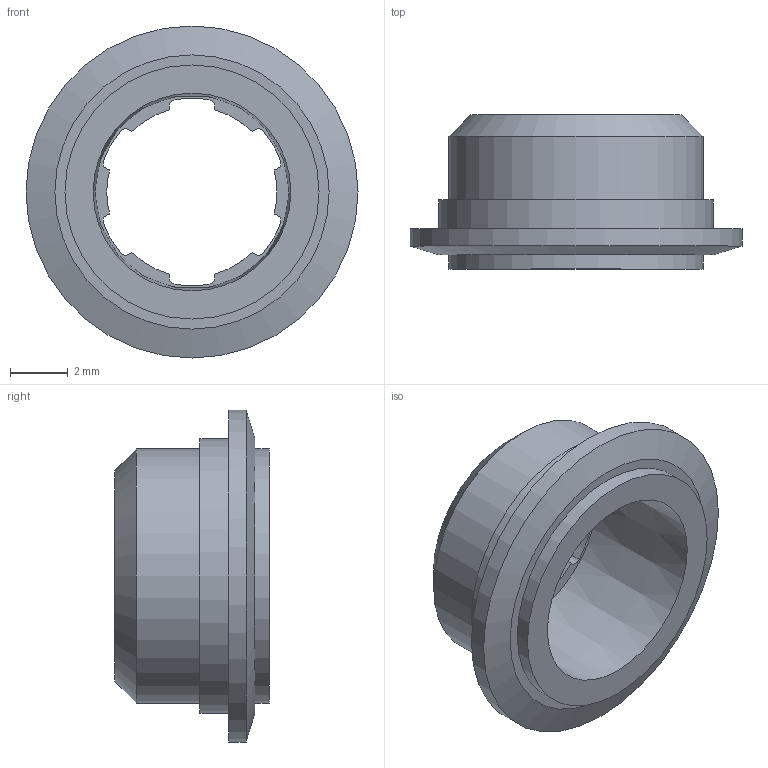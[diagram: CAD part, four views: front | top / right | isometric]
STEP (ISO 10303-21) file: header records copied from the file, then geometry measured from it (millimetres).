
FILE_DESCRIPTION(('FreeCAD Model'),'2;1');
FILE_NAME('Open CASCADE Shape Model','2023-12-03T17:37:52',('FreeCAD'),( 'FreeCAD'),'Open CASCADE STEP processor 7.6','FreeCAD','Unknown');
FILE_SCHEMA(('AUTOMOTIVE_DESIGN { 1 0 10303 214 1 1 1 1 }'));
Length unit declared in the file: millimetre
Products named in the file (1): Open CASCADE STEP translator 7.6 2
Bounding box: 11.5 x 5.35 x 11.5 mm (x, y, z)
Volume: 174.8 mm3; surface area: 395.8 mm2
Topology: 1 solids, 1 shells, 50 faces, 130 edges, 86 vertices
Faces by surface type: cylinder 29, plane 18, cone 3
Full cylindrical faces by diameter (mm): 8.8 x2, 9.5 x1, 11.5 x1
Entity records: 1574 total; most frequent: DIRECTION 294, CARTESIAN_POINT 267, ORIENTED_EDGE 260, EDGE_CURVE 130, AXIS2_PLACEMENT_3D 113, VERTEX_POINT 86, LINE 68, VECTOR 68
